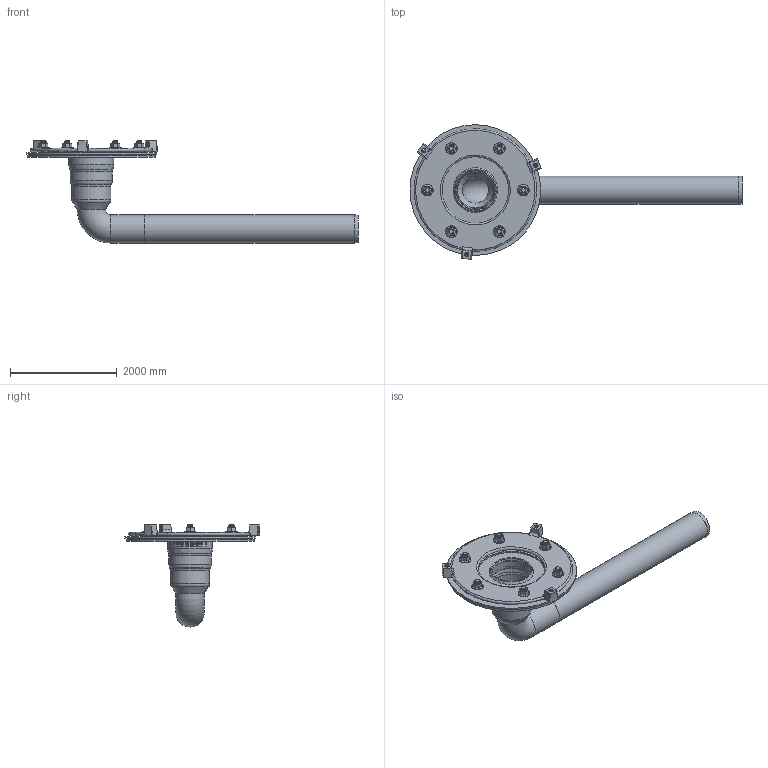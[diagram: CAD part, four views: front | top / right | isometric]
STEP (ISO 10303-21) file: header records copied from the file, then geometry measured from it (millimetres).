
FILE_DESCRIPTION(/* description */ (''),/* implementation_level */ '2;1');
FILE_NAME(/* name */ '05045.CB0X_3D.stp',/* time_stamp */ '2024-12-11T13:30:54+01:00',/* author */ ('CAD'),/* organization */ (''),/* preprocessor_version */ 'ST-DEVELOPER v20',/* originating_system */ 'AutoCAD Mechanical',/* authorisation */ '');
FILE_SCHEMA (('AUTOMOTIVE_DESIGN { 1 0 10303 214 3 1 1 }'));
Length unit declared in the file: centimetre
Products named in the file (2): Product; *S0
Assembly tree (1 placements, depth 2):
  Product
    *S0
Bounding box: 6225 x 2522.85 x 1915 mm (x, y, z)
Volume: 723331908.4 mm3; surface area: 47519582 mm2
Topology: 22 solids, 22 shells, 492 faces, 1036 edges, 602 vertices
Faces by surface type: cone 281, plane 103, cylinder 67, torus 26, bspline 15
Full cylindrical faces by diameter (mm): 55 x2, 70 x6, 80 x12, 83.76 x6, 130 x6, 160 x6, 500 x2, 530 x2, 698 x1, 730 x2, 760 x1, 785 x2, 792 x1, 800 x2, 810 x3, 842 x1, 1250 x1, 2400 x1, 2450 x1
Entity records: 14979 total; most frequent: CARTESIAN_POINT 4263, DIRECTION 2360, ORIENTED_EDGE 2072, EDGE_CURVE 1036, AXIS2_PLACEMENT_3D 1000, VERTEX_POINT 602, EDGE_LOOP 572, CIRCLE 502
